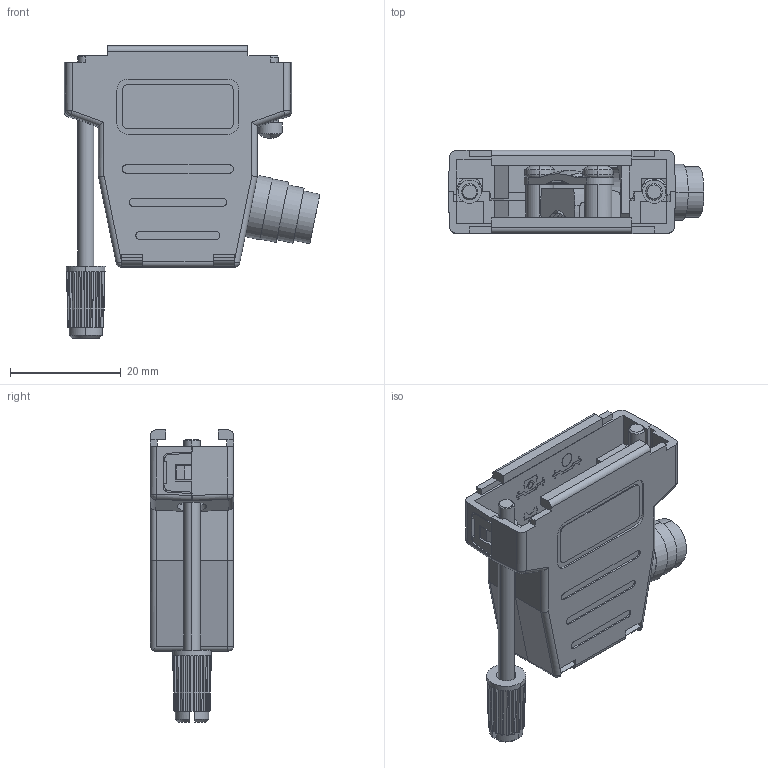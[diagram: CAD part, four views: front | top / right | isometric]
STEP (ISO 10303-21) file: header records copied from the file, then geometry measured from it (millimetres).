
FILE_DESCRIPTION (( 'STEP AP214' ), '1' );
FILE_NAME ('6688-9505-MS.STEP', '2023-01-16T12:24:28', ( '' ), ( '' ), 'SwSTEP 2.0', 'SolidWorks 2021', '' );
FILE_SCHEMA (( 'AUTOMOTIVE_DESIGN' ));
Length unit declared in the file: millimetre
Products named in the file (9): 6826-0133-04; 6830-0106-01; 6838-0109-32; 6811-0162-05 Part 1; 6718-0102-01; 6688-9505-MS; 6822-0121-32; 6811-0162-05 Part 2; 6855-0109-01
Assembly tree (9 placements, depth 2):
  6688-9505-MS
    6811-0162-05 Part 1
    6811-0162-05 Part 2
    6822-0121-32
    6826-0133-04
    6830-0106-01
    6838-0109-32
    6855-0109-01  x2
    6718-0102-01
Bounding box: 46.19 x 15 x 52.8 mm (x, y, z)
Volume: 7880 mm3; surface area: 12343.4 mm2
Topology: 11 solids, 11 shells, 1029 faces, 2738 edges, 1777 vertices
Faces by surface type: plane 666, cylinder 278, bspline 38, cone 36, torus 9, sphere 2
Entity records: 34229 total; most frequent: CARTESIAN_POINT 9593, ORIENTED_EDGE 5208, DIRECTION 4875, EDGE_CURVE 2604, VECTOR 1789, LINE 1789, VERTEX_POINT 1689, AXIS2_PLACEMENT_3D 1543
